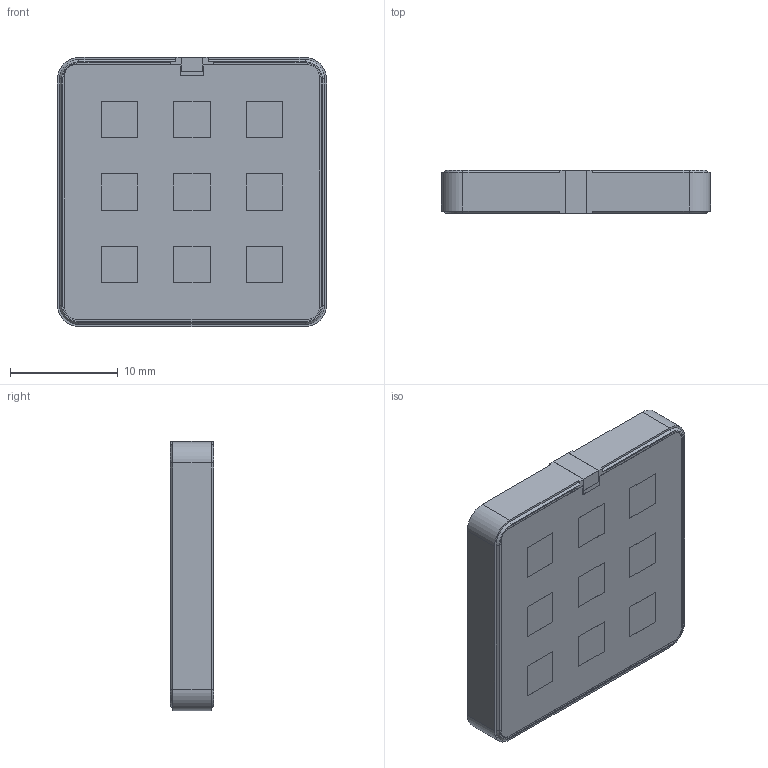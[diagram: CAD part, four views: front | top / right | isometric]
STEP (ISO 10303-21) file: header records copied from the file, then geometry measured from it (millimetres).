
FILE_DESCRIPTION (( 'STEP AP214' ), '1' );
FILE_NAME ('DSGGP.25A_Web.STEP', '2024-12-03T01:40:00', ( '' ), ( '' ), 'SwSTEP 2.0', 'SolidWorks 2022', '' );
FILE_SCHEMA (( 'AUTOMOTIVE_DESIGN' ));
Length unit declared in the file: millimetre
Products named in the file (1): DSGGP.25A_Web
Bounding box: 25 x 4.04 x 25.01 mm (x, y, z)
Volume: 2489.9 mm3; surface area: 1613.1 mm2
Topology: 1 solids, 1 shells, 410 faces, 1107 edges, 736 vertices
Faces by surface type: plane 246, bspline 143, cylinder 13, cone 8
Entity records: 19827 total; most frequent: CARTESIAN_POINT 6857, ORIENTED_EDGE 2214, DIRECTION 1401, EDGE_CURVE 1107, LINE 777, VECTOR 777, VERTEX_POINT 736, EDGE_LOOP 447
